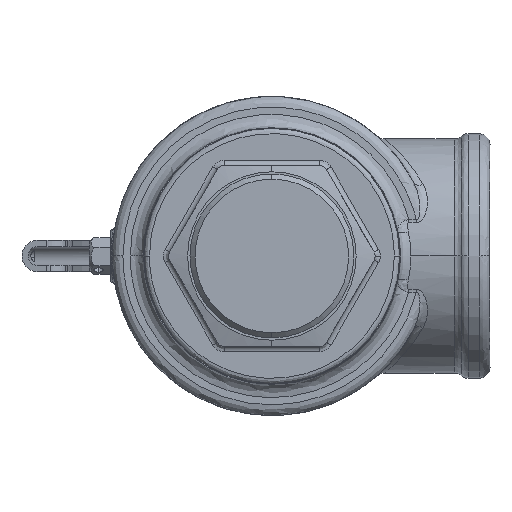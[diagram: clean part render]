
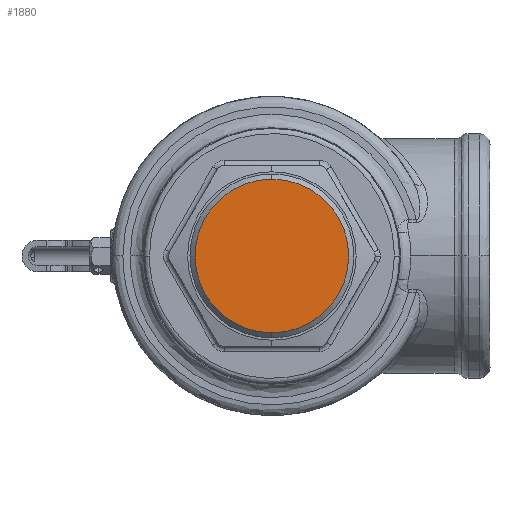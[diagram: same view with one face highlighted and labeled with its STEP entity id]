
A CAD part, front view. The second image highlights one B-rep face of the part: STEP entity #1880.
In plain terms, the highlighted planar face has unit normal (0, -1, 0).
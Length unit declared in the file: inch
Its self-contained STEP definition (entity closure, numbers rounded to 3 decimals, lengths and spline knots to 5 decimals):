
#1656 = PLANE ( 'NONE',  #15408 ) ;
#1880 = ADVANCED_FACE ( 'NONE', ( #9595 ), #1656, .T. ) ;
#3323 = CARTESIAN_POINT ( 'NONE',  ( 0., -3.62552, 0.90264 ) ) ;
#4893 = CARTESIAN_POINT ( 'NONE',  ( -0.87842, -3.62552, -0.87892 ) ) ;
#5558 = CIRCLE ( 'NONE', #12237, 0.90264 ) ;
#7104 = VERTEX_POINT ( 'NONE', #19366 ) ;
#8032 = DIRECTION ( 'NONE',  ( 0., -1., 0. ) ) ;
#8376 = DIRECTION ( 'NONE',  ( 0., -1., 0. ) ) ;
#9595 = FACE_OUTER_BOUND ( 'NONE', #16431, .T. ) ;
#11429 = DIRECTION ( 'NONE',  ( 0., -1., 0. ) ) ;
#11587 = AXIS2_PLACEMENT_3D ( 'NONE', #14689, #11429, #14893 ) ;
#11935 = CIRCLE ( 'NONE', #11587, 0.90264 ) ;
#12237 = AXIS2_PLACEMENT_3D ( 'NONE', #16455, #8376, #12895 ) ;
#12820 = ORIENTED_EDGE ( 'NONE', *, *, #13148, .T. ) ;
#12895 = DIRECTION ( 'NONE',  ( 0., 0., -1. ) ) ;
#13148 = EDGE_CURVE ( 'NONE', #19064, #7104, #5558, .T. ) ;
#14426 = DIRECTION ( 'NONE',  ( 1., 0., 0. ) ) ;
#14689 = CARTESIAN_POINT ( 'NONE',  ( 0., -3.62552, 0. ) ) ;
#14893 = DIRECTION ( 'NONE',  ( 0., 0., -1. ) ) ;
#15118 = EDGE_CURVE ( 'NONE', #7104, #19064, #11935, .T. ) ;
#15408 = AXIS2_PLACEMENT_3D ( 'NONE', #4893, #8032, #14426 ) ;
#16431 = EDGE_LOOP ( 'NONE', ( #12820, #16842 ) ) ;
#16455 = CARTESIAN_POINT ( 'NONE',  ( 0., -3.62552, 0. ) ) ;
#16842 = ORIENTED_EDGE ( 'NONE', *, *, #15118, .T. ) ;
#19064 = VERTEX_POINT ( 'NONE', #3323 ) ;
#19366 = CARTESIAN_POINT ( 'NONE',  ( 0., -3.62552, -0.90264 ) ) ;
